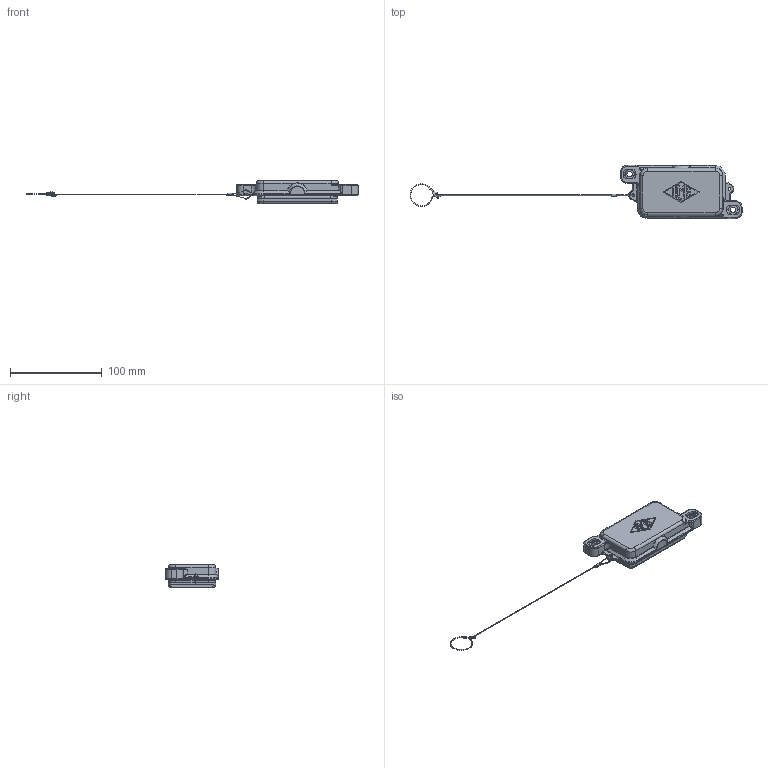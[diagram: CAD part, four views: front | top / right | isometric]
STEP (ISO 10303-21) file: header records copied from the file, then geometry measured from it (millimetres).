
FILE_DESCRIPTION(('Creo Elements/Direct Modeling STEP Export'),'2;1');
FILE_NAME('0ln7uvk5opo6anl7068','2023-01-19T16:25:21',(''),(''),'Creo Elements/Direct Modeling STEP processor for AP214 (Solid Model)','Creo Elements/Direct Modeling 20.1B 02-Apr-2019 (C) Parametric Technology GmbH','');
FILE_SCHEMA(('AUTOMOTIVE_DESIGN { 1 0 10303 214 1 1 1 1 }'));
Length unit declared in the file: millimetre
Products named in the file (2): CGC 06 G
Assembly tree (1 placements, depth 2):
  CGC 06 G
    CGC 06 G
Bounding box: 362.51 x 58 x 25.6 mm (x, y, z)
Volume: 46804.2 mm3; surface area: 27078.8 mm2
Topology: 1 solids, 1 shells, 455 faces, 1130 edges, 685 vertices
Faces by surface type: cylinder 157, plane 150, bspline 75, torus 40, cone 33
Entity records: 31422 total; most frequent: CARTESIAN_POINT 18035, ORIENTED_EDGE 2244, DIRECTION 1725, EDGE_CURVE 1122, VERTEX_POINT 685, AXIS2_PLACEMENT_3D 625, EDGE_LOOP 483, VECTOR 475
